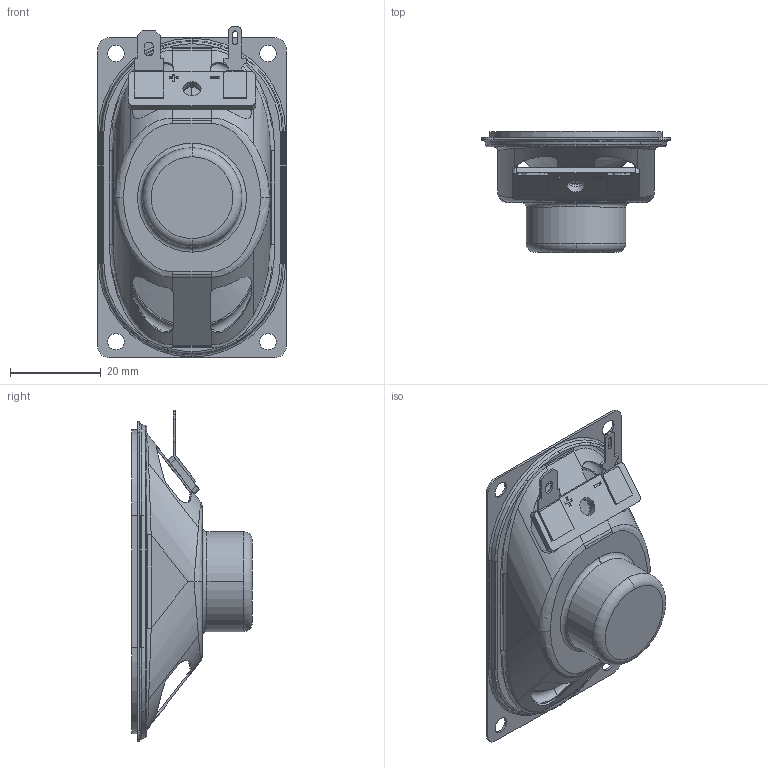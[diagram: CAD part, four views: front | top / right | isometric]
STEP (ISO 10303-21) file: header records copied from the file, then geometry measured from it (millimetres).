
FILE_DESCRIPTION (( 'STEP AP214' ), '1' );
FILE_NAME ('SC4-7ND.STEP', '2020-09-24T10:15:38', ( '' ), ( '' ), 'SwSTEP 2.0', 'SolidWorks 2018', '' );
FILE_SCHEMA (( 'AUTOMOTIVE_DESIGN' ));
Length unit declared in the file: millimetre
Products named in the file (1): SC4-7ND
Bounding box: 41.5 x 26.6 x 72.99 mm (x, y, z)
Volume: 6461 mm3; surface area: 17402.1 mm2
Topology: 9 solids, 9 shells, 340 faces, 900 edges, 578 vertices
Faces by surface type: plane 120, cylinder 116, bspline 56, torus 32, cone 16
Entity records: 31792 total; most frequent: CARTESIAN_POINT 23679, ORIENTED_EDGE 1800, DIRECTION 1462, EDGE_CURVE 900, VERTEX_POINT 578, AXIS2_PLACEMENT_3D 529, LINE 404, VECTOR 404
